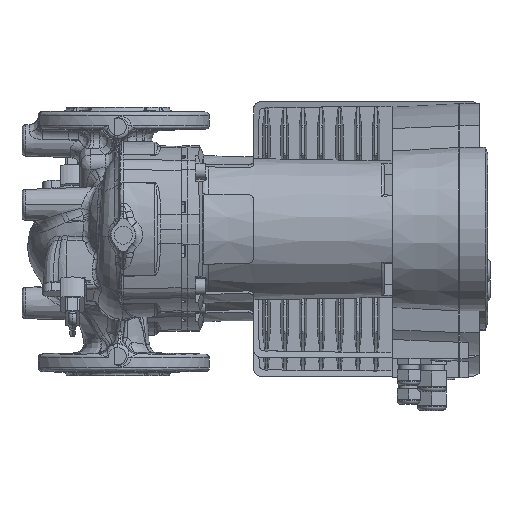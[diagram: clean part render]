
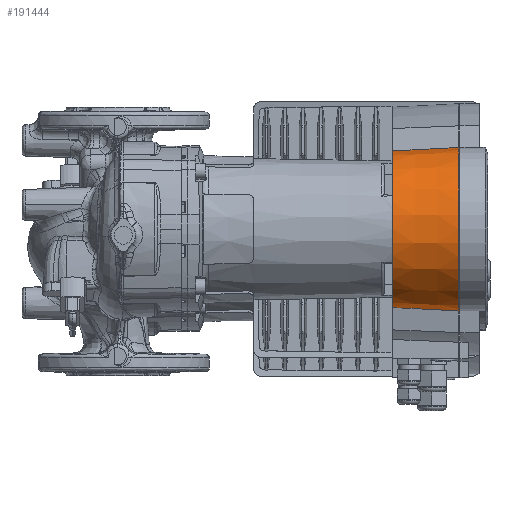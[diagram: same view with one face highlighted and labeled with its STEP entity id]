
A CAD part, top view. The second image highlights one B-rep face of the part: STEP entity #191444.
In plain terms, the highlighted conical face has half-angle 3 degrees and reference radius 67 mm.
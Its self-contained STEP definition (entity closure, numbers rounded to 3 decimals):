
#30145 = B_SPLINE_CURVE_WITH_KNOTS ( 'NONE', 3,
 ( #189097, #189155, #189177, #189181 ),
 .UNSPECIFIED., .F., .F.,
 ( 4, 4 ),
 ( 0.006, 0.054 ),
 .UNSPECIFIED. ) ;
#30154 = B_SPLINE_CURVE_WITH_KNOTS ( 'NONE', 3,
 ( #189276, #189262, #189293, #189297 ),
 .UNSPECIFIED., .F., .F.,
 ( 4, 4 ),
 ( 0.006, 0.054 ),
 .UNSPECIFIED. ) ;
#124667 = VERTEX_POINT ( 'NONE', #174217 ) ;
#124677 = VERTEX_POINT ( 'NONE', #174221 ) ;
#124702 = VERTEX_POINT ( 'NONE', #174229 ) ;
#124724 = VERTEX_POINT ( 'NONE', #174234 ) ;
#124747 = VERTEX_POINT ( 'NONE', #174242 ) ;
#126667 = VERTEX_POINT ( 'NONE', #174897 ) ;
#130294 = ORIENTED_EDGE ( 'NONE', *, *, #247754, .T. ) ;
#130313 = ORIENTED_EDGE ( 'NONE', *, *, #247764, .T. ) ;
#130335 = ORIENTED_EDGE ( 'NONE', *, *, #247795, .F. ) ;
#130566 = ORIENTED_EDGE ( 'NONE', *, *, #246976, .T. ) ;
#130585 = ORIENTED_EDGE ( 'NONE', *, *, #246963, .F. ) ;
#130643 = ORIENTED_EDGE ( 'NONE', *, *, #247840, .F. ) ;
#174217 = CARTESIAN_POINT ( 'NONE',  ( 264.5, -66.966, 2.126 ) ) ;
#174221 = CARTESIAN_POINT ( 'NONE',  ( 216.298, -64.474, 0. ) ) ;
#174229 = CARTESIAN_POINT ( 'NONE',  ( 216.298, 64.474, 0. ) ) ;
#174234 = CARTESIAN_POINT ( 'NONE',  ( 264.5, 66.966, 2.126 ) ) ;
#174242 = CARTESIAN_POINT ( 'NONE',  ( 210.5, 64.17, 0. ) ) ;
#174897 = CARTESIAN_POINT ( 'NONE',  ( 210.5, -64.17, 0. ) ) ;
#186524 = CIRCLE ( 'NONE', #186532, 64.17 ) ;
#186527 = VECTOR ( 'NONE', #202399, 1000. ) ;
#186532 = AXIS2_PLACEMENT_3D ( 'NONE', #202351, #202354, #202355 ) ;
#186566 = VECTOR ( 'NONE', #202477, 1000. ) ;
#186616 = CIRCLE ( 'NONE', #186623, 67. ) ;
#186623 = AXIS2_PLACEMENT_3D ( 'NONE', #202601, #202604, #202606 ) ;
#189097 = CARTESIAN_POINT ( 'NONE',  ( 216.298, 64.474, 0. ) ) ;
#189155 = CARTESIAN_POINT ( 'NONE',  ( 232.365, 65.316, 0.707 ) ) ;
#189177 = CARTESIAN_POINT ( 'NONE',  ( 248.432, 66.146, 1.415 ) ) ;
#189181 = CARTESIAN_POINT ( 'NONE',  ( 264.5, 66.966, 2.126 ) ) ;
#189262 = CARTESIAN_POINT ( 'NONE',  ( 232.365, -65.316, 0.707 ) ) ;
#189276 = CARTESIAN_POINT ( 'NONE',  ( 216.298, -64.474, 0. ) ) ;
#189293 = CARTESIAN_POINT ( 'NONE',  ( 248.432, -66.146, 1.415 ) ) ;
#189297 = CARTESIAN_POINT ( 'NONE',  ( 264.5, -66.966, 2.126 ) ) ;
#191444 = ADVANCED_FACE ( 'NONE', ( #240918 ), #236533, .T. ) ;
#202351 = CARTESIAN_POINT ( 'NONE',  ( 210.5, 0., 0. ) ) ;
#202354 = DIRECTION ( 'NONE',  ( 1., 0., 0. ) ) ;
#202355 = DIRECTION ( 'NONE',  ( 0., -1., 0. ) ) ;
#202394 = LINE ( 'NONE', #202398, #186527 ) ;
#202398 = CARTESIAN_POINT ( 'NONE',  ( 264.5, -67., 0. ) ) ;
#202399 = DIRECTION ( 'NONE',  ( 0.999, -0.052, 0. ) ) ;
#202474 = LINE ( 'NONE', #202476, #186566 ) ;
#202476 = CARTESIAN_POINT ( 'NONE',  ( 264.5, 67., 0. ) ) ;
#202477 = DIRECTION ( 'NONE',  ( 0.999, 0.052, 0. ) ) ;
#202601 = CARTESIAN_POINT ( 'NONE',  ( 264.5, 0., 0. ) ) ;
#202604 = DIRECTION ( 'NONE',  ( 1., 0., 0. ) ) ;
#202606 = DIRECTION ( 'NONE',  ( 0., -1., 0. ) ) ;
#236533 = CONICAL_SURFACE ( 'NONE', #236535, 67., 0.052 ) ;
#236535 = AXIS2_PLACEMENT_3D ( 'NONE', #240916, #240884, #240940 ) ;
#240884 = DIRECTION ( 'NONE',  ( 1., 0., 0. ) ) ;
#240916 = CARTESIAN_POINT ( 'NONE',  ( 264.5, 0., 0. ) ) ;
#240918 = FACE_OUTER_BOUND ( 'NONE', #266301, .T. ) ;
#240940 = DIRECTION ( 'NONE',  ( 0., -1., 0. ) ) ;
#246963 = EDGE_CURVE ( 'NONE', #124702, #124724, #30145, .T. ) ;
#246976 = EDGE_CURVE ( 'NONE', #124677, #124667, #30154, .T. ) ;
#247754 = EDGE_CURVE ( 'NONE', #124747, #126667, #186524, .T. ) ;
#247764 = EDGE_CURVE ( 'NONE', #126667, #124677, #202394, .T. ) ;
#247795 = EDGE_CURVE ( 'NONE', #124747, #124702, #202474, .T. ) ;
#247840 = EDGE_CURVE ( 'NONE', #124724, #124667, #186616, .T. ) ;
#266301 = EDGE_LOOP ( 'NONE', ( #130335, #130294, #130313, #130566, #130643, #130585 ) ) ;
